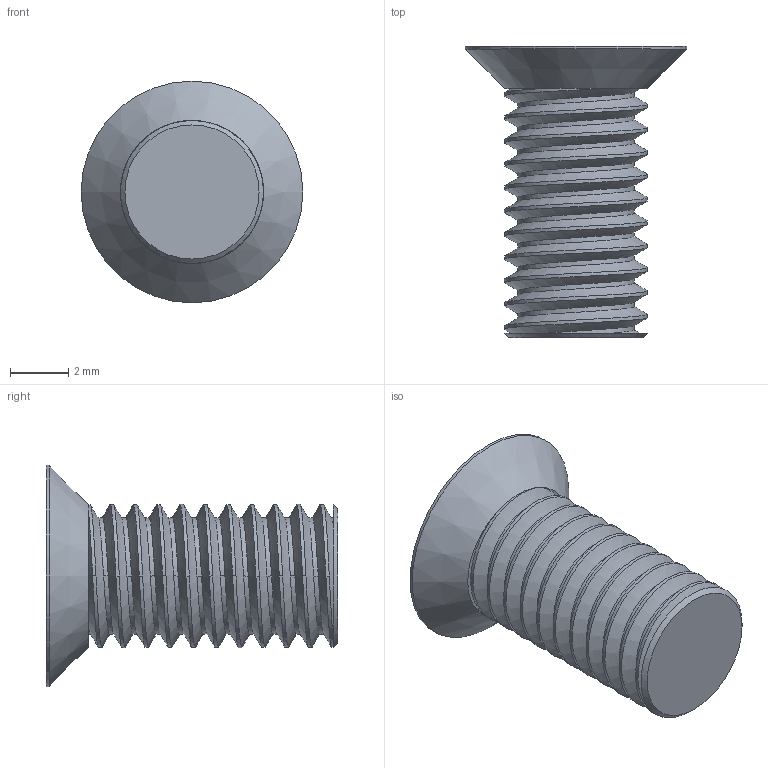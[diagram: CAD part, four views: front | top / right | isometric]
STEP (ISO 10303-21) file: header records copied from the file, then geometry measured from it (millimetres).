
FILE_DESCRIPTION(/* description */ (''),/* implementation_level */ '2;1');
FILE_NAME(/* name */ 'fan_screw_M5x10.step',/* time_stamp */ '2021-10-20T00:00:00+03:00',/* author */ (''),/* organization */ (''),/* preprocessor_version */ 'ST-DEVELOPER v18.1',/* originating_system */ 'Autodesk Translation Framework v10.10.0.1391',/* authorisation */ '');
FILE_SCHEMA (('AUTOMOTIVE_DESIGN { 1 0 10303 214 3 1 1 }'));
Length unit declared in the file: millimetre
Products named in the file (1): fan_screw_M5x10
Bounding box: 7.6 x 10 x 7.6 mm (x, y, z)
Volume: 171.2 mm3; surface area: 316.5 mm2
Topology: 1 solids, 1 shells, 61 faces, 157 edges, 99 vertices
Faces by surface type: plane 33, cylinder 24, bspline 2, cone 2
Full cylindrical faces by diameter (mm): 3.99 x3, 4.901 x6, 7.6 x1
Entity records: 3322 total; most frequent: CARTESIAN_POINT 1900, ORIENTED_EDGE 314, DIRECTION 238, EDGE_CURVE 157, VERTEX_POINT 99, LINE 96, VECTOR 96, AXIS2_PLACEMENT_3D 71
